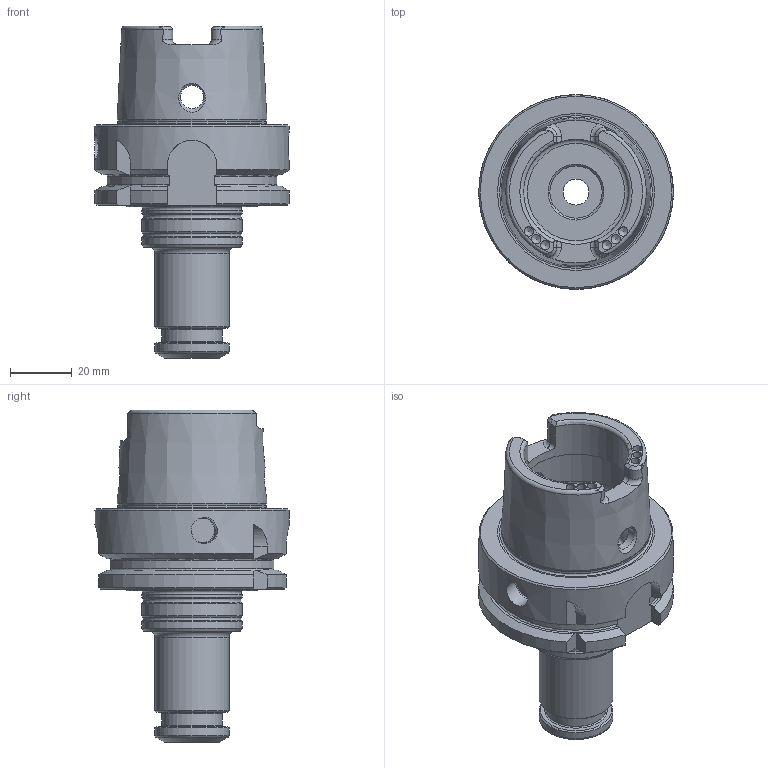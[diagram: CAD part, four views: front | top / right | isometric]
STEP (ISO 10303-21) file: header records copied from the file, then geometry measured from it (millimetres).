
FILE_DESCRIPTION(/* description */ (''),/* implementation_level */ '2;1');
FILE_NAME(/* name */ '456371540.stp',/* time_stamp */ '2021-01-08T12:25:11',/* author */ ('LRA'),/* organization */ ('REGO-FIX'),/* preprocessor_version */ ' Unknown',/* originating_system */ 'SIEMENS PLM Software Solid Edge ST10',/* authorization */ 'Unknown');
FILE_SCHEMA (('AUTOMOTIVE_DESIGN { 1 0 10303 214 2 1 1}'));
Length unit declared in the file: millimetre
Products named in the file (1): NOCUT
Bounding box: 63 x 63 x 107.5 mm (x, y, z)
Volume: 98789.4 mm3; surface area: 29341.3 mm2
Topology: 1 solids, 1 shells, 163 faces, 419 edges, 265 vertices
Faces by surface type: plane 49, cylinder 44, cone 42, torus 28
Full cylindrical faces by diameter (mm): 3 x6, 7.5 x2, 8.4 x1, 8.5 x1, 10 x1, 15 x1, 16.917 x1, 19.5 x1, 20 x1, 24 x2, 32.5 x3, 34 x2, 40 x1, 48.129 x1, 63 x1
Entity records: 5812 total; most frequent: CARTESIAN_POINT 1188, DIRECTION 708, ORIENTED_EDGE 636, EDGE_CURVE 318, AXIS2_PLACEMENT_3D 309, FACE_BOUND 253, EDGE_LOOP 247, VERTEX_POINT 241
